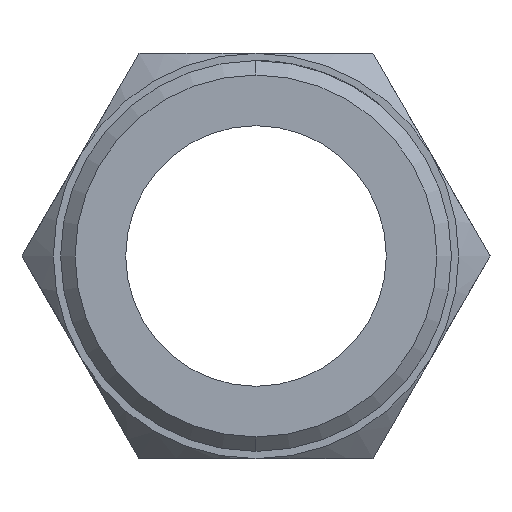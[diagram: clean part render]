
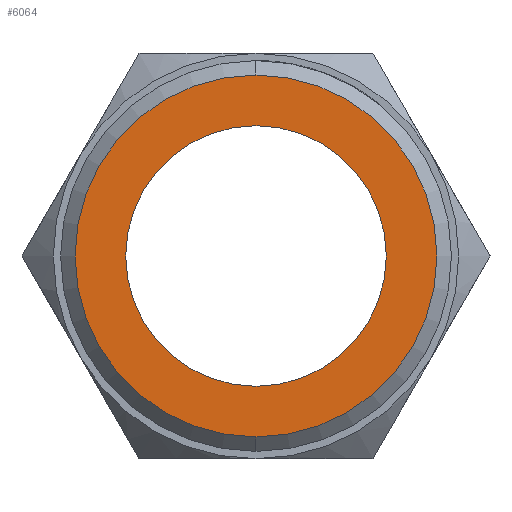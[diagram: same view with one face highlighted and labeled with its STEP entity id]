
A CAD part, left-side view. The second image highlights one B-rep face of the part: STEP entity #6064.
In plain terms, the highlighted planar face has unit normal (-1, 0, 0).
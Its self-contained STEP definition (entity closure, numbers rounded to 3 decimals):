
#163 = FACE_OUTER_BOUND ( 'NONE', #3628, .T. ) ;
#189 = ORIENTED_EDGE ( 'NONE', *, *, #9326, .T. ) ;
#239 = CARTESIAN_POINT ( 'NONE',  ( 0., 0., 4.5 ) ) ;
#742 = DIRECTION ( 'NONE',  ( 0., 0., -1. ) ) ;
#1165 = CARTESIAN_POINT ( 'NONE',  ( 0., 0., 0. ) ) ;
#1166 = DIRECTION ( 'NONE',  ( 0., 0., -1. ) ) ;
#1167 = AXIS2_PLACEMENT_3D ( 'NONE', #1273, #9320, #2718 ) ;
#1273 = CARTESIAN_POINT ( 'NONE',  ( 0., 0., 0. ) ) ;
#1292 = EDGE_CURVE ( 'NONE', #8302, #4399, #2686, .T. ) ;
#2233 = EDGE_CURVE ( 'NONE', #4979, #8357, #6821, .T. ) ;
#2311 = CARTESIAN_POINT ( 'NONE',  ( 0., 0., -6.25 ) ) ;
#2686 = CIRCLE ( 'NONE', #7296, 6.25 ) ;
#2694 = CARTESIAN_POINT ( 'NONE',  ( 0., 0., -4.5 ) ) ;
#2718 = DIRECTION ( 'NONE',  ( 0., 0., -1. ) ) ;
#2847 = ORIENTED_EDGE ( 'NONE', *, *, #2233, .T. ) ;
#2849 = AXIS2_PLACEMENT_3D ( 'NONE', #1165, #5998, #7486 ) ;
#2980 = ORIENTED_EDGE ( 'NONE', *, *, #9002, .T. ) ;
#3479 = AXIS2_PLACEMENT_3D ( 'NONE', #7143, #7765, #1166 ) ;
#3628 = EDGE_LOOP ( 'NONE', ( #3998, #189 ) ) ;
#3998 = ORIENTED_EDGE ( 'NONE', *, *, #1292, .T. ) ;
#4399 = VERTEX_POINT ( 'NONE', #5245 ) ;
#4592 = FACE_BOUND ( 'NONE', #8872, .T. ) ;
#4979 = VERTEX_POINT ( 'NONE', #239 ) ;
#5245 = CARTESIAN_POINT ( 'NONE',  ( 0., 0., 6.25 ) ) ;
#5998 = DIRECTION ( 'NONE',  ( 1., 0., 0. ) ) ;
#6064 = ADVANCED_FACE ( 'NONE', ( #163, #4592 ), #9215, .F. ) ;
#6753 = DIRECTION ( 'NONE',  ( -1., 0., 0. ) ) ;
#6821 = CIRCLE ( 'NONE', #8063, 4.5 ) ;
#7143 = CARTESIAN_POINT ( 'NONE',  ( 0., 0., 0. ) ) ;
#7252 = CARTESIAN_POINT ( 'NONE',  ( 0., 0., 0. ) ) ;
#7296 = AXIS2_PLACEMENT_3D ( 'NONE', #8056, #6753, #7334 ) ;
#7334 = DIRECTION ( 'NONE',  ( 0., 0., -1. ) ) ;
#7343 = DIRECTION ( 'NONE',  ( 1., 0., 0. ) ) ;
#7486 = DIRECTION ( 'NONE',  ( 0., 0., -1. ) ) ;
#7765 = DIRECTION ( 'NONE',  ( -1., 0., 0. ) ) ;
#8056 = CARTESIAN_POINT ( 'NONE',  ( 0., 0., 0. ) ) ;
#8063 = AXIS2_PLACEMENT_3D ( 'NONE', #7252, #7343, #742 ) ;
#8302 = VERTEX_POINT ( 'NONE', #2311 ) ;
#8357 = VERTEX_POINT ( 'NONE', #2694 ) ;
#8563 = CIRCLE ( 'NONE', #3479, 6.25 ) ;
#8872 = EDGE_LOOP ( 'NONE', ( #2847, #2980 ) ) ;
#9002 = EDGE_CURVE ( 'NONE', #8357, #4979, #9164, .T. ) ;
#9164 = CIRCLE ( 'NONE', #1167, 4.5 ) ;
#9215 = PLANE ( 'NONE',  #2849 ) ;
#9320 = DIRECTION ( 'NONE',  ( 1., 0., 0. ) ) ;
#9326 = EDGE_CURVE ( 'NONE', #4399, #8302, #8563, .T. ) ;
